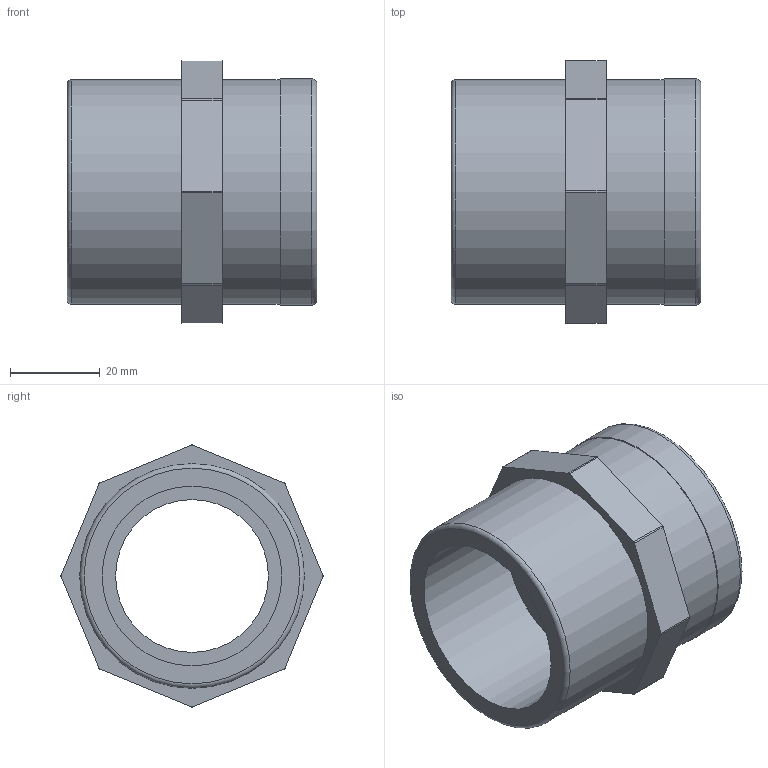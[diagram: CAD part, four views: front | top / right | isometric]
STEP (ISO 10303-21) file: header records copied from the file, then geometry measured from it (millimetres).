
FILE_DESCRIPTION(/* description */ ('PVC Reinforced Transition Adapter, Socket to Female Threads, Ø40x1-1/4", PN16'),/* implementation_level */ '2;1');
FILE_NAME(/* name */ 'SO12U-040-R032',/* time_stamp */ '2022-07-06T16:28:11+02:00',/* author */ ('COAB Solutions'),/* organization */ ('GPA Flowsystem'),/* preprocessor_version */ 'ST-DEVELOPER v18.1',/* originating_system */ 'www.coabsolutions.com',/* authorisation */ '');
FILE_SCHEMA (('AUTOMOTIVE_DESIGN { 1 0 10303 214 3 1 1 }'));
Length unit declared in the file: millimetre
Products named in the file (1): SO12U-040-R032
Bounding box: 55.6 x 58.36 x 58.36 mm (x, y, z)
Volume: 43262.2 mm3; surface area: 18958.8 mm2
Topology: 1 solids, 1 shells, 34 faces, 78 edges, 52 vertices
Faces by surface type: plane 16, cylinder 15, torus 3
Full cylindrical faces by diameter (mm): 34 x1, 40 x1, 42.2 x2, 50 x2, 50.4 x1
Entity records: 1060 total; most frequent: DIRECTION 187, CARTESIAN_POINT 165, ORIENTED_EDGE 156, EDGE_CURVE 78, AXIS2_PLACEMENT_3D 74, VERTEX_POINT 52, EDGE_LOOP 42, LINE 39
